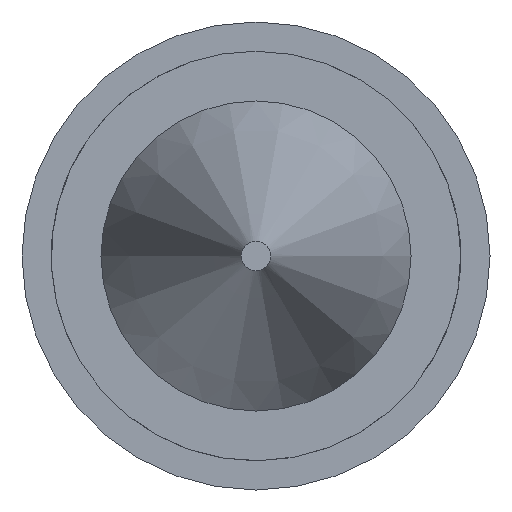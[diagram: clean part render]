
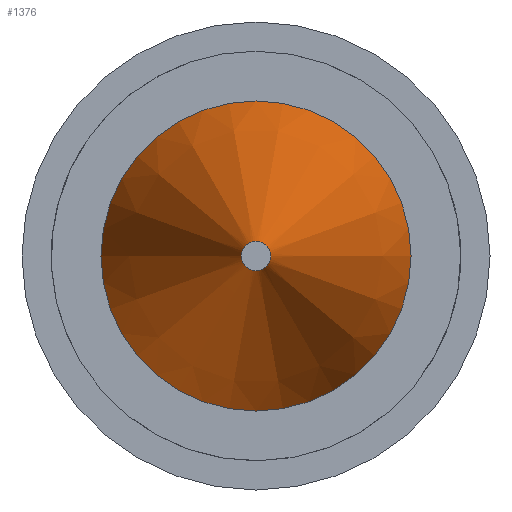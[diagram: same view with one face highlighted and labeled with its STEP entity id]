
A CAD part, front view. The second image highlights one B-rep face of the part: STEP entity #1376.
In plain terms, the highlighted conical face has half-angle 18.925 degrees and reference radius 0.25 mm.
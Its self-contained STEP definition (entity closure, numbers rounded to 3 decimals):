
#261 = CARTESIAN_POINT ( 'NONE',  ( 0., -52.5, 0. ) ) ;
#380 = ORIENTED_EDGE ( 'NONE', *, *, #3081, .T. ) ;
#1093 = FACE_BOUND ( 'NONE', #3956, .T. ) ;
#1376 = ADVANCED_FACE ( 'NONE', ( #8057, #1093 ), #2573, .T. ) ;
#1406 = ORIENTED_EDGE ( 'NONE', *, *, #1605, .F. ) ;
#1605 = EDGE_CURVE ( 'NONE', #14912, #14912, #13943, .T. ) ;
#2043 = CIRCLE ( 'NONE', #14011, 0.25 ) ;
#2573 = CONICAL_SURFACE ( 'NONE', #15122, 0.25, 0.33 ) ;
#2579 = CARTESIAN_POINT ( 'NONE',  ( 0., -52.5, 0. ) ) ;
#2706 = CARTESIAN_POINT ( 'NONE',  ( -2.65, -45.5, 0. ) ) ;
#3081 = EDGE_CURVE ( 'NONE', #7358, #7358, #2043, .T. ) ;
#3121 = AXIS2_PLACEMENT_3D ( 'NONE', #10497, #8319, #4673 ) ;
#3956 = EDGE_LOOP ( 'NONE', ( #380 ) ) ;
#4673 = DIRECTION ( 'NONE',  ( -1., 0., 0. ) ) ;
#5989 = EDGE_LOOP ( 'NONE', ( #1406 ) ) ;
#7206 = DIRECTION ( 'NONE',  ( 0., 1., 0. ) ) ;
#7358 = VERTEX_POINT ( 'NONE', #7755 ) ;
#7755 = CARTESIAN_POINT ( 'NONE',  ( -0.25, -52.5, 0. ) ) ;
#8057 = FACE_OUTER_BOUND ( 'NONE', #5989, .T. ) ;
#8319 = DIRECTION ( 'NONE',  ( 0., 1., 0. ) ) ;
#9728 = DIRECTION ( 'NONE',  ( -1., 0., 0. ) ) ;
#10497 = CARTESIAN_POINT ( 'NONE',  ( 0., -45.5, 0. ) ) ;
#11933 = DIRECTION ( 'NONE',  ( -1., 0., 0. ) ) ;
#11996 = DIRECTION ( 'NONE',  ( 0., 1., 0. ) ) ;
#13943 = CIRCLE ( 'NONE', #3121, 2.65 ) ;
#14011 = AXIS2_PLACEMENT_3D ( 'NONE', #2579, #11996, #9728 ) ;
#14912 = VERTEX_POINT ( 'NONE', #2706 ) ;
#15122 = AXIS2_PLACEMENT_3D ( 'NONE', #261, #7206, #11933 ) ;
